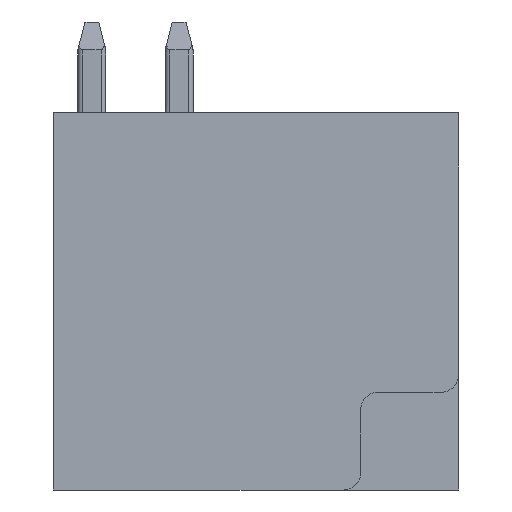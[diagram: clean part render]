
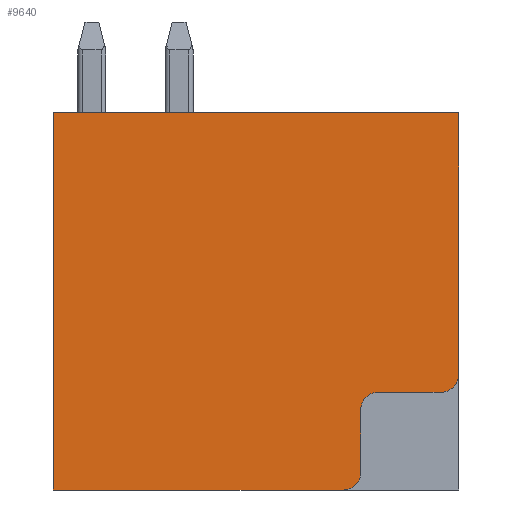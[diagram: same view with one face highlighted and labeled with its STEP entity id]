
A CAD part, front view. The second image highlights one B-rep face of the part: STEP entity #9640.
In plain terms, the highlighted planar face has unit normal (0, -1, 0).
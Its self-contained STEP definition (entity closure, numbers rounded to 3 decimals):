
#1087=CARTESIAN_POINT('',(2.806,-28.,-6.124));
#1088=DIRECTION('',(0.,-1.,0.));
#1089=DIRECTION('',(0.,0.,-1.));
#1090=AXIS2_PLACEMENT_3D('',#1087,#1088,#1089);
#1092=DIRECTION('',(-1.,0.,0.));
#1093=VECTOR('',#1092,8.3);
#1094=CARTESIAN_POINT('',(2.806,-28.,-6.624));
#1095=LINE('',#1094,#1093);
#1096=DIRECTION('',(0.,0.,1.));
#1097=VECTOR('',#1096,10.8);
#1098=CARTESIAN_POINT('',(-5.494,-28.,-6.624));
#1099=LINE('',#1098,#1097);
#1100=DIRECTION('',(1.,0.,0.));
#1101=VECTOR('',#1100,11.6);
#1102=CARTESIAN_POINT('',(-5.494,-28.,4.176));
#1103=LINE('',#1102,#1101);
#1104=DIRECTION('',(0.,0.,-1.));
#1105=VECTOR('',#1104,7.5);
#1106=CARTESIAN_POINT('',(6.106,-28.,4.176));
#1107=LINE('',#1106,#1105);
#1108=CARTESIAN_POINT('',(5.606,-28.,-3.324));
#1109=DIRECTION('',(0.,-1.,0.));
#1110=DIRECTION('',(0.,0.,-1.));
#1111=AXIS2_PLACEMENT_3D('',#1108,#1109,#1110);
#1113=DIRECTION('',(-1.,0.,0.));
#1114=VECTOR('',#1113,1.8);
#1115=CARTESIAN_POINT('',(5.606,-28.,-3.824));
#1116=LINE('',#1115,#1114);
#1117=DIRECTION('',(0.,0.,1.));
#1118=VECTOR('',#1117,1.8);
#1119=CARTESIAN_POINT('',(3.306,-28.,-6.124));
#1120=LINE('',#1119,#1118);
#1138=CARTESIAN_POINT('',(3.806,-28.,-4.324));
#1139=DIRECTION('',(0.,1.,0.));
#1140=DIRECTION('',(-1.,0.,0.));
#1141=AXIS2_PLACEMENT_3D('',#1138,#1139,#1140);
#7115=CARTESIAN_POINT('',(-5.494,-28.,-6.624));
#7116=CARTESIAN_POINT('',(-5.494,-28.,4.176));
#7117=VERTEX_POINT('',#7115);
#7118=VERTEX_POINT('',#7116);
#7119=CARTESIAN_POINT('',(6.106,-28.,4.176));
#7120=VERTEX_POINT('',#7119);
#7153=CARTESIAN_POINT('',(3.306,-28.,-4.324));
#7154=VERTEX_POINT('',#7153);
#7155=CARTESIAN_POINT('',(3.806,-28.,-3.824));
#7156=VERTEX_POINT('',#7155);
#7157=CARTESIAN_POINT('',(2.806,-28.,-6.624));
#7158=CARTESIAN_POINT('',(3.306,-28.,-6.124));
#7159=VERTEX_POINT('',#7157);
#7160=VERTEX_POINT('',#7158);
#7165=CARTESIAN_POINT('',(5.606,-28.,-3.824));
#7167=VERTEX_POINT('',#7165);
#7169=CARTESIAN_POINT('',(6.106,-28.,-3.324));
#7170=VERTEX_POINT('',#7169);
#9619=CARTESIAN_POINT('',(0.,-28.,0.));
#9620=DIRECTION('',(0.,1.,0.));
#9621=DIRECTION('',(1.,0.,0.));
#9622=AXIS2_PLACEMENT_3D('',#9619,#9620,#9621);
#9623=PLANE('',#9622);
#9625=ORIENTED_EDGE('',*,*,#9624,.F.);
#9626=ORIENTED_EDGE('',*,*,#9365,.T.);
#9627=ORIENTED_EDGE('',*,*,#9384,.T.);
#9628=ORIENTED_EDGE('',*,*,#9397,.T.);
#9629=ORIENTED_EDGE('',*,*,#8928,.T.);
#9631=ORIENTED_EDGE('',*,*,#9630,.F.);
#9633=ORIENTED_EDGE('',*,*,#9632,.T.);
#9635=ORIENTED_EDGE('',*,*,#9634,.F.);
#9637=ORIENTED_EDGE('',*,*,#9636,.F.);
#9638=EDGE_LOOP('',(#9625,#9626,#9627,#9628,#9629,#9631,#9633,#9635,#9637));
#9639=FACE_OUTER_BOUND('',#9638,.F.);
#9640=ADVANCED_FACE('',(#9639),#9623,.F.);
#1091=CIRCLE('',#1090,0.5);
#1112=CIRCLE('',#1111,0.5);
#1142=CIRCLE('',#1141,0.5);
#8928=EDGE_CURVE('',#7120,#7170,#1107,.T.);
#9365=EDGE_CURVE('',#7159,#7117,#1095,.T.);
#9384=EDGE_CURVE('',#7117,#7118,#1099,.T.);
#9397=EDGE_CURVE('',#7118,#7120,#1103,.T.);
#9624=EDGE_CURVE('',#7159,#7160,#1091,.T.);
#9630=EDGE_CURVE('',#7167,#7170,#1112,.T.);
#9632=EDGE_CURVE('',#7167,#7156,#1116,.T.);
#9634=EDGE_CURVE('',#7154,#7156,#1142,.T.);
#9636=EDGE_CURVE('',#7160,#7154,#1120,.T.);
